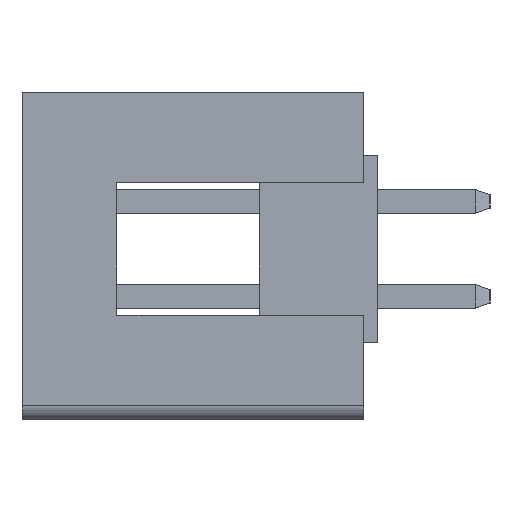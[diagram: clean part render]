
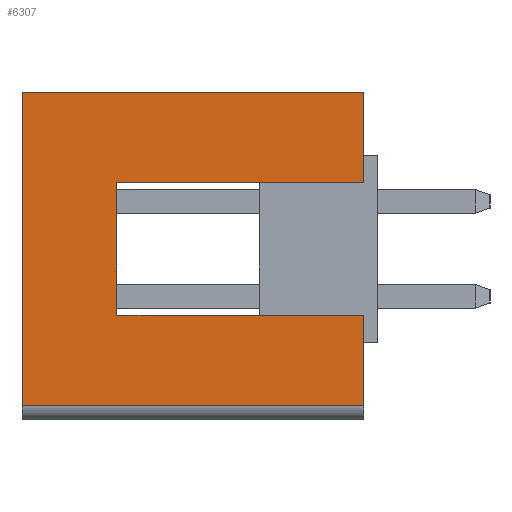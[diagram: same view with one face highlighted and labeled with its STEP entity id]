
A CAD part, left-side view. The second image highlights one B-rep face of the part: STEP entity #6307.
In plain terms, the highlighted planar face has unit normal (-1, 0, 0).
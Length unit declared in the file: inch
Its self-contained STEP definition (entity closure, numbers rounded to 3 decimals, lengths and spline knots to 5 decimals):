
#40 = VERTEX_POINT ( 'NONE', #7146 ) ;
#130 = CARTESIAN_POINT ( 'NONE',  ( -0.55, 0., 0.165 ) ) ;
#144 = DIRECTION ( 'NONE',  ( 0., -1., 0. ) ) ;
#500 = ORIENTED_EDGE ( 'NONE', *, *, #9588, .F. ) ;
#852 = DIRECTION ( 'NONE',  ( 0., 0., 1. ) ) ;
#1380 = LINE ( 'NONE', #3468, #7121 ) ;
#1404 = EDGE_CURVE ( 'NONE', #40, #12019, #9554, .T. ) ;
#1900 = VERTEX_POINT ( 'NONE', #5067 ) ;
#2050 = LINE ( 'NONE', #5241, #10398 ) ;
#2505 = DIRECTION ( 'NONE',  ( 0., 0., -1. ) ) ;
#2713 = EDGE_CURVE ( 'NONE', #1900, #12019, #4008, .T. ) ;
#2730 = EDGE_CURVE ( 'NONE', #10148, #11036, #1380, .T. ) ;
#3203 = DIRECTION ( 'NONE',  ( 0., 0., 1. ) ) ;
#3252 = LINE ( 'NONE', #3781, #9596 ) ;
#3468 = CARTESIAN_POINT ( 'NONE',  ( -0.55, 0.36, -0.165 ) ) ;
#3528 = ORIENTED_EDGE ( 'NONE', *, *, #7610, .T. ) ;
#3543 = DIRECTION ( 'NONE',  ( 1., 0., 0. ) ) ;
#3683 = DIRECTION ( 'NONE',  ( 0., -1., 0. ) ) ;
#3781 = CARTESIAN_POINT ( 'NONE',  ( -0.55, 0.26, 0.07 ) ) ;
#3798 = VECTOR ( 'NONE', #852, 39.37008 ) ;
#4008 = LINE ( 'NONE', #12306, #10498 ) ;
#4377 = EDGE_CURVE ( 'NONE', #7597, #1900, #2050, .T. ) ;
#4392 = DIRECTION ( 'NONE',  ( 0., -1., 0. ) ) ;
#5067 = CARTESIAN_POINT ( 'NONE',  ( -0.55, 0., 0.07 ) ) ;
#5131 = EDGE_LOOP ( 'NONE', ( #500, #5853, #7050, #7502, #7311, #11586, #10825, #3528 ) ) ;
#5241 = CARTESIAN_POINT ( 'NONE',  ( -0.55, 0.52125, 0.07 ) ) ;
#5689 = VECTOR ( 'NONE', #9030, 39.37008 ) ;
#5853 = ORIENTED_EDGE ( 'NONE', *, *, #9678, .T. ) ;
#5913 = DIRECTION ( 'NONE',  ( 0., 0., 1. ) ) ;
#6280 = FACE_OUTER_BOUND ( 'NONE', #5131, .T. ) ;
#6307 = ADVANCED_FACE ( 'NONE', ( #6280 ), #11394, .F. ) ;
#6578 = CARTESIAN_POINT ( 'NONE',  ( -0.55, 0.36, 0.165 ) ) ;
#7050 = ORIENTED_EDGE ( 'NONE', *, *, #4377, .T. ) ;
#7121 = VECTOR ( 'NONE', #144, 39.37008 ) ;
#7146 = CARTESIAN_POINT ( 'NONE',  ( -0.55, 0.36, 0.165 ) ) ;
#7311 = ORIENTED_EDGE ( 'NONE', *, *, #1404, .F. ) ;
#7444 = LINE ( 'NONE', #10600, #11585 ) ;
#7502 = ORIENTED_EDGE ( 'NONE', *, *, #2713, .T. ) ;
#7533 = CARTESIAN_POINT ( 'NONE',  ( -0.55, 0.36, -0.165 ) ) ;
#7597 = VERTEX_POINT ( 'NONE', #9605 ) ;
#7610 = EDGE_CURVE ( 'NONE', #11036, #10781, #11354, .T. ) ;
#8276 = VERTEX_POINT ( 'NONE', #11776 ) ;
#8366 = EDGE_CURVE ( 'NONE', #10148, #40, #12230, .T. ) ;
#8699 = CARTESIAN_POINT ( 'NONE',  ( -0.55, 0., -0.07 ) ) ;
#9030 = DIRECTION ( 'NONE',  ( 0., -1., 0. ) ) ;
#9105 = CARTESIAN_POINT ( 'NONE',  ( -0.55, 0.36, 0.165 ) ) ;
#9554 = LINE ( 'NONE', #9105, #5689 ) ;
#9588 = EDGE_CURVE ( 'NONE', #8276, #10781, #7444, .T. ) ;
#9596 = VECTOR ( 'NONE', #11760, 39.37008 ) ;
#9605 = CARTESIAN_POINT ( 'NONE',  ( -0.55, 0.26, 0.07 ) ) ;
#9620 = VECTOR ( 'NONE', #5913, 39.37008 ) ;
#9678 = EDGE_CURVE ( 'NONE', #8276, #7597, #3252, .T. ) ;
#9870 = AXIS2_PLACEMENT_3D ( 'NONE', #6578, #3543, #2505 ) ;
#10148 = VERTEX_POINT ( 'NONE', #7533 ) ;
#10398 = VECTOR ( 'NONE', #4392, 39.37008 ) ;
#10498 = VECTOR ( 'NONE', #3203, 39.37008 ) ;
#10600 = CARTESIAN_POINT ( 'NONE',  ( -0.55, 0.52125, -0.07 ) ) ;
#10781 = VERTEX_POINT ( 'NONE', #8699 ) ;
#10825 = ORIENTED_EDGE ( 'NONE', *, *, #2730, .T. ) ;
#11036 = VERTEX_POINT ( 'NONE', #11135 ) ;
#11135 = CARTESIAN_POINT ( 'NONE',  ( -0.55, 0., -0.165 ) ) ;
#11354 = LINE ( 'NONE', #11607, #3798 ) ;
#11394 = PLANE ( 'NONE',  #9870 ) ;
#11585 = VECTOR ( 'NONE', #3683, 39.37008 ) ;
#11586 = ORIENTED_EDGE ( 'NONE', *, *, #8366, .F. ) ;
#11607 = CARTESIAN_POINT ( 'NONE',  ( -0.55, 0., 0.165 ) ) ;
#11760 = DIRECTION ( 'NONE',  ( 0., 0., 1. ) ) ;
#11776 = CARTESIAN_POINT ( 'NONE',  ( -0.55, 0.26, -0.07 ) ) ;
#11817 = CARTESIAN_POINT ( 'NONE',  ( -0.55, 0.36, 0.165 ) ) ;
#12019 = VERTEX_POINT ( 'NONE', #130 ) ;
#12230 = LINE ( 'NONE', #11817, #9620 ) ;
#12306 = CARTESIAN_POINT ( 'NONE',  ( -0.55, 0., 0.165 ) ) ;
